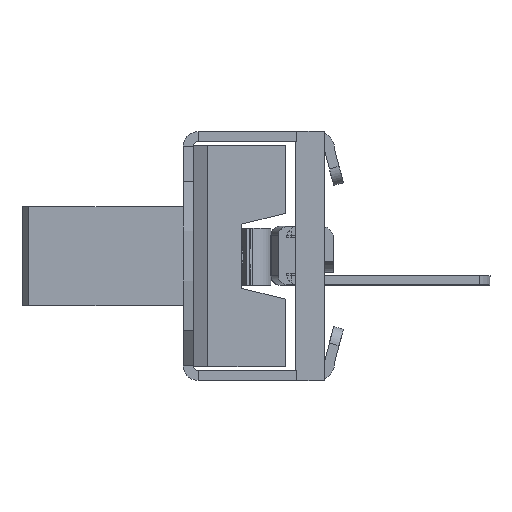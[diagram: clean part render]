
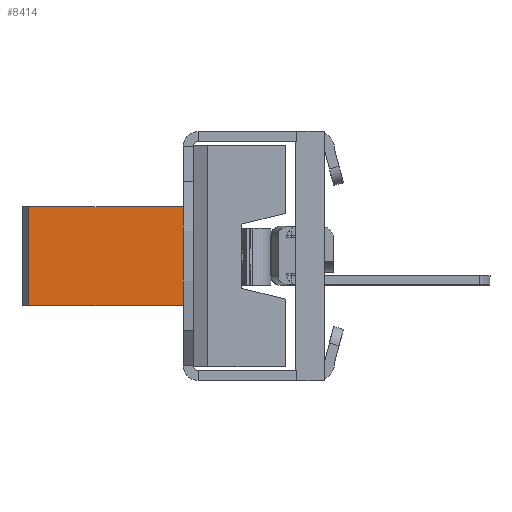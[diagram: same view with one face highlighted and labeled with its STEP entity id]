
A CAD part, left-side view. The second image highlights one B-rep face of the part: STEP entity #8414.
In plain terms, the highlighted planar face has unit normal (-1, 0, 0).
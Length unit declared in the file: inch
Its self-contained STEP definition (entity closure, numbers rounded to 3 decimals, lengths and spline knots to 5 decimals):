
#502=FACE_OUTER_BOUND('',#912,.T.);
#912=EDGE_LOOP('',(#5428,#5429,#5430,#5431));
#1438=LINE('',#12144,#2370);
#1445=LINE('',#12159,#2377);
#1446=LINE('',#12161,#2378);
#1447=LINE('',#12162,#2379);
#2370=VECTOR('',#9744,0.3937);
#2377=VECTOR('',#9757,0.3937);
#2378=VECTOR('',#9758,0.3937);
#2379=VECTOR('',#9759,0.3937);
#3286=VERTEX_POINT('',#12140);
#3287=VERTEX_POINT('',#12142);
#3292=VERTEX_POINT('',#12158);
#3293=VERTEX_POINT('',#12160);
#4126=EDGE_CURVE('',#3286,#3287,#1438,.T.);
#4133=EDGE_CURVE('',#3292,#3287,#1445,.T.);
#4134=EDGE_CURVE('',#3293,#3292,#1446,.T.);
#4135=EDGE_CURVE('',#3293,#3286,#1447,.T.);
#5428=ORIENTED_EDGE('',*,*,#4126,.T.);
#5429=ORIENTED_EDGE('',*,*,#4133,.F.);
#5430=ORIENTED_EDGE('',*,*,#4134,.F.);
#5431=ORIENTED_EDGE('',*,*,#4135,.T.);
#7712=PLANE('',#8864);
#8414=ADVANCED_FACE('',(#502),#7712,.T.);
#8864=AXIS2_PLACEMENT_3D('',#12157,#9755,#9756);
#9744=DIRECTION('',(0.,0.,-1.));
#9755=DIRECTION('center_axis',(-1.,0.,0.));
#9756=DIRECTION('ref_axis',(0.,0.,
1.));
#9757=DIRECTION('',(0.,1.,0.));
#9758=DIRECTION('',(0.,0.,-1.));
#9759=DIRECTION('',(0.,1.,0.));
#12140=CARTESIAN_POINT('',(0.20576,0.04062,0.3773));
#12142=CARTESIAN_POINT('',(0.20576,0.04062,0.1603));
#12144=CARTESIAN_POINT('',(0.20576,0.04062,0.2688));
#12157=CARTESIAN_POINT('Origin',(0.20576,-0.35038,0.3773));
#12158=CARTESIAN_POINT('',(0.20576,-0.33838,0.1603));
#12159=CARTESIAN_POINT('',(0.20576,-0.35038,0.1603));
#12160=CARTESIAN_POINT('',(0.20576,-0.33838,0.3773));
#12161=CARTESIAN_POINT('',(0.20576,-0.33838,0.1478));
#12162=CARTESIAN_POINT('',(0.20576,-0.35038,0.3773));
